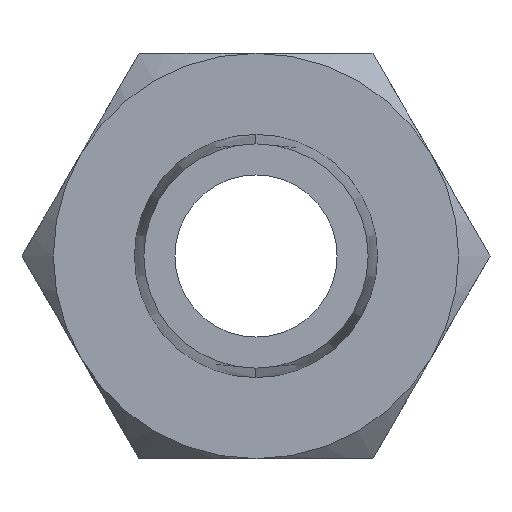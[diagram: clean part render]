
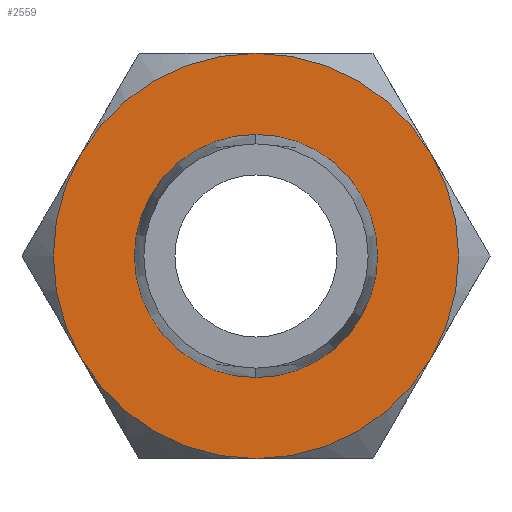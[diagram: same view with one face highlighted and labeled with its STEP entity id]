
A CAD part, left-side view. The second image highlights one B-rep face of the part: STEP entity #2559.
In plain terms, the highlighted planar face has unit normal (-1, 0, 0).
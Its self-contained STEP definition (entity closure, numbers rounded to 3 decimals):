
#19 = CIRCLE ( 'NONE', #1716, 7.5 ) ;
#26 = CIRCLE ( 'NONE', #1005, 7.5 ) ;
#94 = FACE_OUTER_BOUND ( 'NONE', #4387, .T. ) ;
#171 = DIRECTION ( 'NONE',  ( 0., 0., -1. ) ) ;
#284 = CIRCLE ( 'NONE', #4847, 7.5 ) ;
#328 = VERTEX_POINT ( 'NONE', #3300 ) ;
#335 = DIRECTION ( 'NONE',  ( -1., 0., 0. ) ) ;
#352 = AXIS2_PLACEMENT_3D ( 'NONE', #2512, #4098, #171 ) ;
#436 = CIRCLE ( 'NONE', #4135, 4.5 ) ;
#437 = CIRCLE ( 'NONE', #2044, 4.5 ) ;
#442 = AXIS2_PLACEMENT_3D ( 'NONE', #3763, #2634, #4164 ) ;
#488 = DIRECTION ( 'NONE',  ( 1., 0., 0. ) ) ;
#593 = DIRECTION ( 'NONE',  ( 0., 0., 1. ) ) ;
#653 = DIRECTION ( 'NONE',  ( 0., 0., -1. ) ) ;
#689 = CARTESIAN_POINT ( 'NONE',  ( 14., -6.495, -3.75 ) ) ;
#962 = EDGE_CURVE ( 'NONE', #1866, #2948, #437, .T. ) ;
#1005 = AXIS2_PLACEMENT_3D ( 'NONE', #4159, #1482, #653 ) ;
#1093 = AXIS2_PLACEMENT_3D ( 'NONE', #1133, #3035, #4559 ) ;
#1133 = CARTESIAN_POINT ( 'NONE',  ( 14., 0., 0. ) ) ;
#1186 = ORIENTED_EDGE ( 'NONE', *, *, #2852, .F. ) ;
#1396 = CARTESIAN_POINT ( 'NONE',  ( 14., 0., -4.5 ) ) ;
#1482 = DIRECTION ( 'NONE',  ( 1., 0., 0. ) ) ;
#1579 = ORIENTED_EDGE ( 'NONE', *, *, #962, .F. ) ;
#1640 = PLANE ( 'NONE',  #4202 ) ;
#1716 = AXIS2_PLACEMENT_3D ( 'NONE', #4367, #4735, #2144 ) ;
#1740 = ORIENTED_EDGE ( 'NONE', *, *, #2305, .F. ) ;
#1743 = CIRCLE ( 'NONE', #442, 7.5 ) ;
#1754 = CARTESIAN_POINT ( 'NONE',  ( 14., 0., 0. ) ) ;
#1824 = EDGE_CURVE ( 'NONE', #4252, #2821, #19, .T. ) ;
#1866 = VERTEX_POINT ( 'NONE', #1396 ) ;
#1882 = EDGE_CURVE ( 'NONE', #2562, #3058, #2206, .T. ) ;
#2022 = DIRECTION ( 'NONE',  ( 0., 0., -1. ) ) ;
#2044 = AXIS2_PLACEMENT_3D ( 'NONE', #4802, #4054, #593 ) ;
#2144 = DIRECTION ( 'NONE',  ( 0., 0., 1. ) ) ;
#2206 = CIRCLE ( 'NONE', #352, 7.5 ) ;
#2305 = EDGE_CURVE ( 'NONE', #4252, #2562, #26, .T. ) ;
#2477 = ORIENTED_EDGE ( 'NONE', *, *, #3613, .F. ) ;
#2512 = CARTESIAN_POINT ( 'NONE',  ( 14., 0., 0. ) ) ;
#2559 = ADVANCED_FACE ( 'NONE', ( #3539, #94 ), #1640, .F. ) ;
#2562 = VERTEX_POINT ( 'NONE', #2999 ) ;
#2634 = DIRECTION ( 'NONE',  ( 1., 0., 0. ) ) ;
#2821 = VERTEX_POINT ( 'NONE', #4613 ) ;
#2852 = EDGE_CURVE ( 'NONE', #2948, #1866, #436, .T. ) ;
#2948 = VERTEX_POINT ( 'NONE', #4288 ) ;
#2968 = EDGE_LOOP ( 'NONE', ( #1186, #1579 ) ) ;
#2999 = CARTESIAN_POINT ( 'NONE',  ( 14., -6.495, 3.75 ) ) ;
#3017 = ORIENTED_EDGE ( 'NONE', *, *, #1882, .F. ) ;
#3035 = DIRECTION ( 'NONE',  ( 1., 0., 0. ) ) ;
#3047 = DIRECTION ( 'NONE',  ( 0., 0., 1. ) ) ;
#3058 = VERTEX_POINT ( 'NONE', #689 ) ;
#3060 = CARTESIAN_POINT ( 'NONE',  ( 14., 0., 7.5 ) ) ;
#3113 = CARTESIAN_POINT ( 'NONE',  ( 14., 0., 0. ) ) ;
#3188 = EDGE_CURVE ( 'NONE', #328, #2821, #284, .T. ) ;
#3300 = CARTESIAN_POINT ( 'NONE',  ( 14., 6.495, -3.75 ) ) ;
#3301 = ORIENTED_EDGE ( 'NONE', *, *, #4479, .F. ) ;
#3422 = VERTEX_POINT ( 'NONE', #3866 ) ;
#3539 = FACE_BOUND ( 'NONE', #2968, .T. ) ;
#3613 = EDGE_CURVE ( 'NONE', #3058, #3422, #3805, .T. ) ;
#3724 = DIRECTION ( 'NONE',  ( 0., 0., -1. ) ) ;
#3763 = CARTESIAN_POINT ( 'NONE',  ( 14., 0., 0. ) ) ;
#3805 = CIRCLE ( 'NONE', #1093, 7.5 ) ;
#3866 = CARTESIAN_POINT ( 'NONE',  ( 14., 0., -7.5 ) ) ;
#3924 = CARTESIAN_POINT ( 'NONE',  ( 14., 0., 0. ) ) ;
#4054 = DIRECTION ( 'NONE',  ( -1., 0., 0. ) ) ;
#4098 = DIRECTION ( 'NONE',  ( 1., 0., 0. ) ) ;
#4135 = AXIS2_PLACEMENT_3D ( 'NONE', #3113, #335, #3047 ) ;
#4159 = CARTESIAN_POINT ( 'NONE',  ( 14., 0., 0. ) ) ;
#4164 = DIRECTION ( 'NONE',  ( 0., 0., -1. ) ) ;
#4202 = AXIS2_PLACEMENT_3D ( 'NONE', #1754, #4453, #3724 ) ;
#4252 = VERTEX_POINT ( 'NONE', #3060 ) ;
#4288 = CARTESIAN_POINT ( 'NONE',  ( 14., 0., 4.5 ) ) ;
#4367 = CARTESIAN_POINT ( 'NONE',  ( 14., 0., 0. ) ) ;
#4387 = EDGE_LOOP ( 'NONE', ( #3301, #2477, #3017, #1740, #4451, #4923 ) ) ;
#4451 = ORIENTED_EDGE ( 'NONE', *, *, #1824, .T. ) ;
#4453 = DIRECTION ( 'NONE',  ( 1., 0., 0. ) ) ;
#4479 = EDGE_CURVE ( 'NONE', #3422, #328, #1743, .T. ) ;
#4559 = DIRECTION ( 'NONE',  ( 0., 0., -1. ) ) ;
#4613 = CARTESIAN_POINT ( 'NONE',  ( 14., 6.495, 3.75 ) ) ;
#4735 = DIRECTION ( 'NONE',  ( -1., 0., 0. ) ) ;
#4802 = CARTESIAN_POINT ( 'NONE',  ( 14., 0., 0. ) ) ;
#4847 = AXIS2_PLACEMENT_3D ( 'NONE', #3924, #488, #2022 ) ;
#4923 = ORIENTED_EDGE ( 'NONE', *, *, #3188, .F. ) ;
